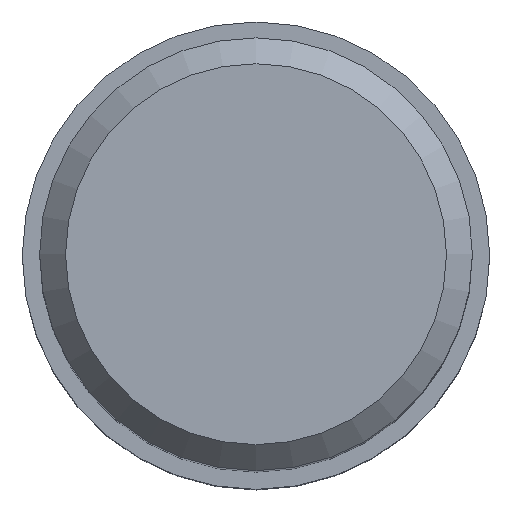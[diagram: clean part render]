
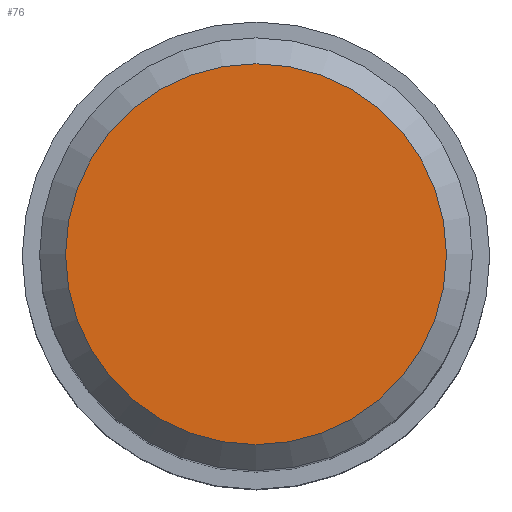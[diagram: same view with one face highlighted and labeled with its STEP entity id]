
A CAD part, top view. The second image highlights one B-rep face of the part: STEP entity #76.
In plain terms, the highlighted planar face has unit normal (0, 0, 1).
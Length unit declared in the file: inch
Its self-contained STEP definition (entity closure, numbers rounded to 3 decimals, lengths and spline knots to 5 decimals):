
#13=PLANE($,#89);
#26=FACE_OUTER_BOUND($,#34,.T.);
#34=EDGE_LOOP($,(#64));
#42=CIRCLE($,#85,0.11);
#48=VERTEX_POINT($,#127);
#54=EDGE_CURVE($,#48,#48,#42,.T.);
#64=ORIENTED_EDGE($,*,*,#54,.F.);
#76=ADVANCED_FACE($,(#26),#13,.F.);
#85=AXIS2_PLACEMENT_3D($,#128,#101,#102);
#89=AXIS2_PLACEMENT_3D($,#134,#109,#110);
#101=DIRECTION('center_axis',(0.,0.,-1.));
#102=DIRECTION('ref_axis',(-1.,0.,0.));
#109=DIRECTION('center_axis',(0.,0.,-1.));
#110=DIRECTION('ref_axis',(-1.,0.,0.));
#127=CARTESIAN_POINT('',(-1.26265,0.23828,0.5));
#128=CARTESIAN_POINT('Origin',(-1.37265,0.23828,0.5));
#134=CARTESIAN_POINT('Origin',(-1.37265,0.23828,0.5));
